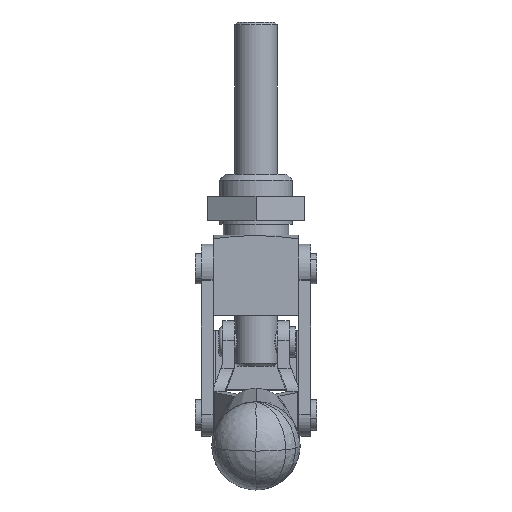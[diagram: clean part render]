
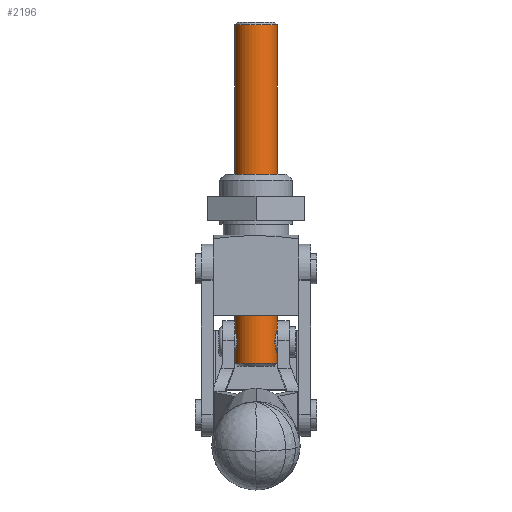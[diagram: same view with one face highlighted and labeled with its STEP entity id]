
A CAD part, front view. The second image highlights one B-rep face of the part: STEP entity #2196.
In plain terms, the highlighted cylindrical face has radius 5.531 mm (diameter 11.062 mm), a partial arc.
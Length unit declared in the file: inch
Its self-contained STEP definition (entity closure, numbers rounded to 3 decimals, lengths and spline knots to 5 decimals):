
#1824=CARTESIAN_POINT('',(0.,0.,2.49949));
#1825=DIRECTION('',(0.,0.,1.));
#1826=DIRECTION('',(-1.,0.,0.));
#1827=AXIS2_PLACEMENT_3D('',#1824,#1825,#1826);
#1829=DIRECTION('',(0.,0.,1.));
#1830=VECTOR('',#1829,0.10019);
#1831=CARTESIAN_POINT('',(0.21775,0.,-0.97051));
#1832=LINE('',#1831,#1830);
#1833=DIRECTION('',(0.,0.,1.));
#1834=VECTOR('',#1833,3.13019);
#1835=CARTESIAN_POINT('',(0.21775,0.,-0.6307));
#1836=LINE('',#1835,#1834);
#1842=DIRECTION('',(0.,0.,-1.));
#1843=VECTOR('',#1842,3.13019);
#1844=CARTESIAN_POINT('',(-0.21775,0.,2.49949));
#1845=LINE('',#1844,#1843);
#1846=DIRECTION('',(0.,0.,-1.));
#1847=VECTOR('',#1846,0.10019);
#1848=CARTESIAN_POINT('',(-0.21775,0.,-0.87031));
#1849=LINE('',#1848,#1847);
#1869=CARTESIAN_POINT('',(0.,0.,-0.97051));
#1870=DIRECTION('',(0.,0.,1.));
#1871=DIRECTION('',(-1.,0.,0.));
#1872=AXIS2_PLACEMENT_3D('',#1869,#1870,#1871);
#1878=CARTESIAN_POINT('',(0.21775,0.,-0.6307));
#1912=CARTESIAN_POINT('',(0.21775,0.,-0.87031));
#1913=CARTESIAN_POINT('',(0.21775,-0.00334,-0.87031));
#1914=CARTESIAN_POINT('',(0.2176,-0.01002,
-0.86988));
#1915=CARTESIAN_POINT('',(0.2169,-0.02006,
-0.86791));
#1916=CARTESIAN_POINT('',(0.21574,-0.03011,
-0.86456));
#1917=CARTESIAN_POINT('',(0.2141,-0.04012,
-0.85971));
#1918=CARTESIAN_POINT('',(0.212,-0.05005,
-0.85323));
#1919=CARTESIAN_POINT('',(0.20949,-0.05968,
-0.84503));
#1920=CARTESIAN_POINT('',(0.20665,-0.06883,
-0.83502));
#1921=CARTESIAN_POINT('',(0.2037,-0.0771,
-0.82336));
#1922=CARTESIAN_POINT('',(0.20083,-0.08424,
-0.8102));
#1923=CARTESIAN_POINT('',(0.19835,-0.08991,
-0.79605));
#1924=CARTESIAN_POINT('',(0.19642,-0.09401,
-0.78114));
#1925=CARTESIAN_POINT('',(0.19522,-0.09646,
-0.76593));
#1926=CARTESIAN_POINT('',(0.19481,-0.09728,
-0.7505));
#1927=CARTESIAN_POINT('',(0.19522,-0.09646,
-0.73513));
#1928=CARTESIAN_POINT('',(0.19642,-0.09401,
-0.71986));
#1929=CARTESIAN_POINT('',(0.19834,-0.08993,
-0.70502));
#1930=CARTESIAN_POINT('',(0.20084,-0.08423,
-0.69078));
#1931=CARTESIAN_POINT('',(0.20368,-0.07714,
-0.67772));
#1932=CARTESIAN_POINT('',(0.20665,-0.06884,
-0.666));
#1933=CARTESIAN_POINT('',(0.20947,-0.05974,
-0.65605));
#1934=CARTESIAN_POINT('',(0.21199,-0.05008,
-0.64781));
#1935=CARTESIAN_POINT('',(0.21409,-0.04019,
-0.64134));
#1936=CARTESIAN_POINT('',(0.21573,-0.03013,
-0.63647));
#1937=CARTESIAN_POINT('',(0.2169,-0.02009,
-0.63311));
#1938=CARTESIAN_POINT('',(0.2176,-0.01002,
-0.63113));
#1939=CARTESIAN_POINT('',(0.21775,-0.00334,-0.6307));
#1940=CARTESIAN_POINT('',(0.21775,0.,-0.6307));
#1951=CARTESIAN_POINT('',(-0.21775,0.,-0.6307));
#1952=CARTESIAN_POINT('',(-0.21775,-0.00334,-0.6307));
#1953=CARTESIAN_POINT('',(-0.2176,-0.01002,
-0.63113));
#1954=CARTESIAN_POINT('',(-0.2169,-0.02006,
-0.6331));
#1955=CARTESIAN_POINT('',(-0.21574,-0.03011,
-0.63646));
#1956=CARTESIAN_POINT('',(-0.2141,-0.04012,
-0.6413));
#1957=CARTESIAN_POINT('',(-0.212,-0.05005,
-0.64778));
#1958=CARTESIAN_POINT('',(-0.20949,-0.05968,
-0.65598));
#1959=CARTESIAN_POINT('',(-0.20665,-0.06883,
-0.666));
#1960=CARTESIAN_POINT('',(-0.2037,-0.07711,
-0.67766));
#1961=CARTESIAN_POINT('',(-0.20083,-0.08425,
-0.69082));
#1962=CARTESIAN_POINT('',(-0.19834,-0.08991,
-0.70497));
#1963=CARTESIAN_POINT('',(-0.19642,-0.09401,
-0.71988));
#1964=CARTESIAN_POINT('',(-0.19522,-0.09646,
-0.73509));
#1965=CARTESIAN_POINT('',(-0.19481,-0.09728,
-0.75052));
#1966=CARTESIAN_POINT('',(-0.19522,-0.09646,
-0.76588));
#1967=CARTESIAN_POINT('',(-0.19642,-0.09401,
-0.78116));
#1968=CARTESIAN_POINT('',(-0.19834,-0.08993,
-0.796));
#1969=CARTESIAN_POINT('',(-0.20084,-0.08423,
-0.81024));
#1970=CARTESIAN_POINT('',(-0.20368,-0.07714,
-0.8233));
#1971=CARTESIAN_POINT('',(-0.20665,-0.06884,
-0.83501));
#1972=CARTESIAN_POINT('',(-0.20947,-0.05974,
-0.84497));
#1973=CARTESIAN_POINT('',(-0.21199,-0.05008,
-0.8532));
#1974=CARTESIAN_POINT('',(-0.21409,-0.04019,
-0.85967));
#1975=CARTESIAN_POINT('',(-0.21573,-0.03013,
-0.86455));
#1976=CARTESIAN_POINT('',(-0.2169,-0.02009,
-0.8679));
#1977=CARTESIAN_POINT('',(-0.2176,-0.01002,
-0.86988));
#1978=CARTESIAN_POINT('',(-0.21775,-0.00334,-0.87031));
#1979=CARTESIAN_POINT('',(-0.21775,0.,-0.87031));
#2068=CARTESIAN_POINT('',(-0.21775,0.,2.49949));
#2070=VERTEX_POINT('',#2068);
#2072=CARTESIAN_POINT('',(0.21775,0.,2.49949));
#2073=VERTEX_POINT('',#2072);
#2080=VERTEX_POINT('',#1951);
#2081=VERTEX_POINT('',#1979);
#2082=CARTESIAN_POINT('',(0.21775,0.,-0.97051));
#2083=CARTESIAN_POINT('',(0.21775,0.,-0.87031));
#2084=VERTEX_POINT('',#2082);
#2085=VERTEX_POINT('',#2083);
#2086=VERTEX_POINT('',#1878);
#2087=CARTESIAN_POINT('',(-0.21775,0.,-0.97051));
#2088=VERTEX_POINT('',#2087);
#2174=CARTESIAN_POINT('',(0.,0.,-1.03991));
#2175=DIRECTION('',(0.,0.,1.));
#2176=DIRECTION('',(1.,0.,0.));
#2177=AXIS2_PLACEMENT_3D('',#2174,#2175,#2176);
#2178=CYLINDRICAL_SURFACE('',#2177,0.21775);
#2180=ORIENTED_EDGE('',*,*,#2179,.F.);
#2182=ORIENTED_EDGE('',*,*,#2181,.F.);
#2184=ORIENTED_EDGE('',*,*,#2183,.F.);
#2185=ORIENTED_EDGE('',*,*,#2160,.T.);
#2187=ORIENTED_EDGE('',*,*,#2186,.F.);
#2189=ORIENTED_EDGE('',*,*,#2188,.F.);
#2191=ORIENTED_EDGE('',*,*,#2190,.F.);
#2193=ORIENTED_EDGE('',*,*,#2192,.F.);
#2194=EDGE_LOOP('',(#2180,#2182,#2184,#2185,#2187,#2189,#2191,#2193));
#2195=FACE_OUTER_BOUND('',#2194,.F.);
#1828=CIRCLE('',#1827,0.21775);
#1873=CIRCLE('',#1872,0.21775);
#1941=B_SPLINE_CURVE_WITH_KNOTS('',3,(#1912,#1913,#1914,#1915,#1916,#1917,#1918,
#1919,#1920,#1921,#1922,#1923,#1924,#1925,#1926,#1927,#1928,#1929,#1930,#1931,
#1932,#1933,#1934,#1935,#1936,#1937,#1938,#1939,#1940),.UNSPECIFIED.,.F.,.F.,(4,
1,1,1,1,1,1,1,1,1,1,1,1,1,1,1,1,1,1,1,1,1,1,1,1,1,4),(0.,0.03846,
0.07692,0.11538,0.15385,0.19231,
0.23077,0.26923,0.30769,0.34615,
0.38462,0.42308,0.46154,0.5,0.53846,
0.57692,0.61538,0.65385,0.69231,
0.73077,0.76923,0.80769,0.84615,
0.88462,0.92308,0.96154,1.),.UNSPECIFIED.);
#1980=B_SPLINE_CURVE_WITH_KNOTS('',3,(#1951,#1952,#1953,#1954,#1955,#1956,#1957,
#1958,#1959,#1960,#1961,#1962,#1963,#1964,#1965,#1966,#1967,#1968,#1969,#1970,
#1971,#1972,#1973,#1974,#1975,#1976,#1977,#1978,#1979),.UNSPECIFIED.,.F.,.F.,(4,
1,1,1,1,1,1,1,1,1,1,1,1,1,1,1,1,1,1,1,1,1,1,1,1,1,4),(0.,0.03846,
0.07692,0.11538,0.15385,0.19231,
0.23077,0.26923,0.30769,0.34615,
0.38462,0.42308,0.46154,0.5,0.53846,
0.57692,0.61538,0.65385,0.69231,
0.73077,0.76923,0.80769,0.84615,
0.88462,0.92308,0.96154,1.),.UNSPECIFIED.);
#2160=EDGE_CURVE('',#2070,#2073,#1828,.T.);
#2179=EDGE_CURVE('',#2081,#2088,#1849,.T.);
#2181=EDGE_CURVE('',#2080,#2081,#1980,.T.);
#2183=EDGE_CURVE('',#2070,#2080,#1845,.T.);
#2186=EDGE_CURVE('',#2086,#2073,#1836,.T.);
#2188=EDGE_CURVE('',#2085,#2086,#1941,.T.);
#2190=EDGE_CURVE('',#2084,#2085,#1832,.T.);
#2192=EDGE_CURVE('',#2088,#2084,#1873,.T.);
#2196=ADVANCED_FACE('',(#2195),#2178,.T.);
